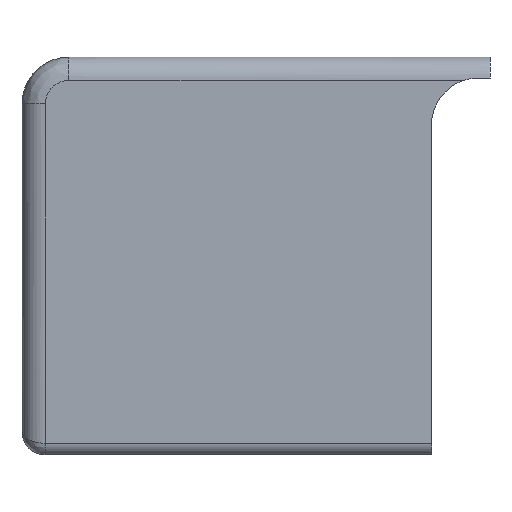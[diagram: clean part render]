
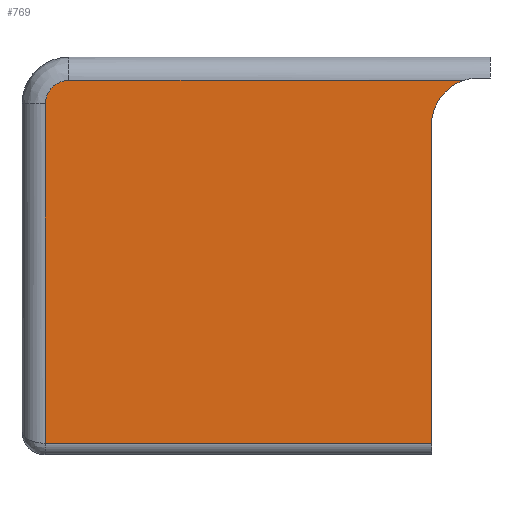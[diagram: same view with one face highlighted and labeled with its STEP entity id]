
A CAD part, left-side view. The second image highlights one B-rep face of the part: STEP entity #769.
In plain terms, the highlighted planar face has unit normal (-1, 0, 0).
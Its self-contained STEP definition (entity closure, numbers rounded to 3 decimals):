
#25=CARTESIAN_POINT('',(-20.,8.,16.0));
#26=VERTEX_POINT('',#25);
#34=CARTESIAN_POINT('',(-20.,-8.868,16.0));
#35=VERTEX_POINT('',#34);
#36=CARTESIAN_POINT('',(-20.,-8.868,16.0));
#37=DIRECTION('',(0.0,1.0,0.0));
#38=VECTOR('',#37,16.868);
#39=LINE('',#36,#38);
#40=EDGE_CURVE('',#35,#26,#39,.T.);
#721=CARTESIAN_POINT('',(-20.,-9.761,16.775));
#722=DIRECTION('',(1.0,0.0,0.0));
#723=DIRECTION('',(0.0,0.0,-1.0));
#724=AXIS2_PLACEMENT_3D('',#721,#722,#723);
#725=PLANE('',#724);
#726=CARTESIAN_POINT('',(-20.,9.,15.));
#727=VERTEX_POINT('',#726);
#728=CARTESIAN_POINT('',(-20.,9.,0.5));
#729=VERTEX_POINT('',#728);
#730=CARTESIAN_POINT('',(-20.,9.,15.));
#731=DIRECTION('',(0.0,0.0,-1.0));
#732=VECTOR('',#731,14.5);
#733=LINE('',#730,#732);
#734=EDGE_CURVE('',#727,#729,#733,.T.);
#735=ORIENTED_EDGE('',*,*,#734,.T.);
#736=CARTESIAN_POINT('',(-20.,-7.5,0.5));
#737=VERTEX_POINT('',#736);
#738=CARTESIAN_POINT('',(-20.,9.,0.5));
#739=DIRECTION('',(0.0,-1.0,0.0));
#740=VECTOR('',#739,16.5);
#741=LINE('',#738,#740);
#742=EDGE_CURVE('',#729,#737,#741,.T.);
#743=ORIENTED_EDGE('',*,*,#742,.T.);
#744=CARTESIAN_POINT('',(-20.,-7.5,14.103));
#745=VERTEX_POINT('',#744);
#746=CARTESIAN_POINT('',(-20.,-7.5,14.103));
#747=DIRECTION('',(0.0,0.0,-1.0));
#748=VECTOR('',#747,13.603);
#749=LINE('',#746,#748);
#750=EDGE_CURVE('',#745,#737,#749,.T.);
#751=ORIENTED_EDGE('',*,*,#750,.F.);
#752=CARTESIAN_POINT('',(-20.,-9.5,14.103));
#753=DIRECTION('',(1.0,0.0,0.0));
#754=DIRECTION('',(0.0,0.0,-1.0));
#755=AXIS2_PLACEMENT_3D('',#752,#753,#754);
#756=CIRCLE('',#755,2.0);
#757=EDGE_CURVE('',#745,#35,#756,.T.);
#758=ORIENTED_EDGE('',*,*,#757,.T.);
#759=ORIENTED_EDGE('',*,*,#40,.T.);
#760=CARTESIAN_POINT('',(-20.,8.,15.));
#761=DIRECTION('',(-1.0,0.0,0.0));
#762=DIRECTION('',(0.0,0.0,-1.0));
#763=AXIS2_PLACEMENT_3D('',#760,#761,#762);
#764=CIRCLE('',#763,1.);
#765=EDGE_CURVE('',#26,#727,#764,.T.);
#766=ORIENTED_EDGE('',*,*,#765,.T.);
#767=EDGE_LOOP('',(#735,#743,#751,#758,#759,#766));
#768=FACE_OUTER_BOUND('',#767,.T.);
#769=ADVANCED_FACE('',(#768),#725,.F.);
